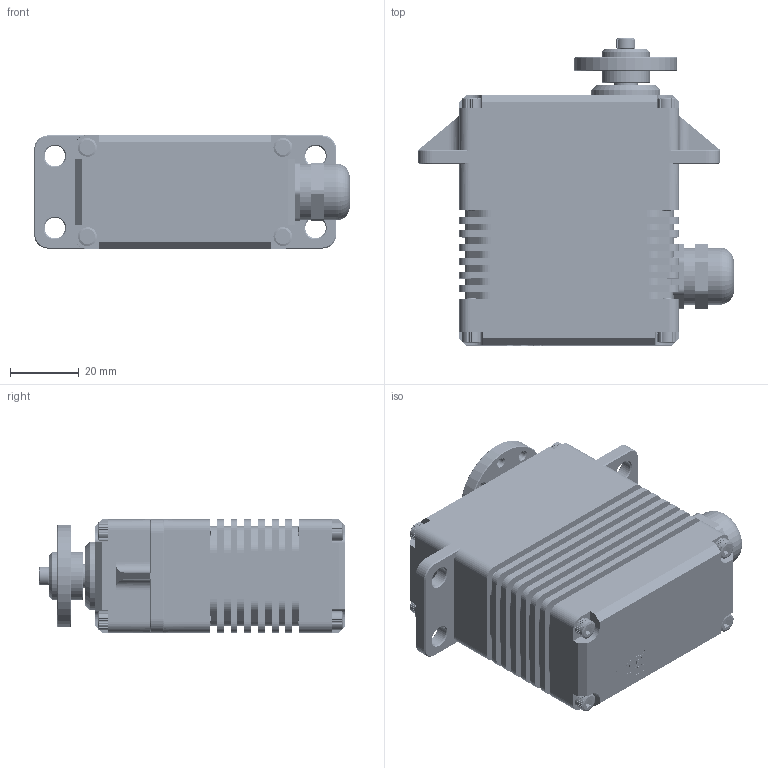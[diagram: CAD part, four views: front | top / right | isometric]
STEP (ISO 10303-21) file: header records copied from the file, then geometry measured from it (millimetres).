
FILE_DESCRIPTION((''),'2;1');
FILE_NAME('HS-1100WP_JSY_ASM','2017-09-29T',('jaejin_'),(''),'CREO PARAMETRIC BY PTC INC, 2014440','CREO PARAMETRIC BY PTC INC, 2014440','');
FILE_SCHEMA(('CONFIG_CONTROL_DESIGN'));
Products named in the file (20): 120101010110_AL6061_1100T_A_281; 120101030099_AL6061_1100L_199; 12XXX_S45C_HS1000SG4WP_RC_20; 12XXX_1100SG4_RC_ASM_16_ASM; 12XXX__I-MO_SCREW_TYPE_8; 120204000002_SW_5_9X3_1_18; HSH_M3XL30_SUS_120201000141_13; 120201000070_SUS_HSH_M3XL10_8; 120201000128_SCM435_HSH_M3XL10_; 22XXX_HS-1100WP-RC_ASM_740_ASM; 120101020079_AL6063_1100HT_B; CABLE; DAPG9ML_BUSH; DAPG9ML_PIPE; DAPG9ML_HOUSING; DAPG9ML_CAP_NUT; DAPG9ML_O_RING; DAPG9ML_NUT; JSY_CONNECTOR_ASM; HS-1100WP_JSY_ASM
Assembly tree (33 placements, depth 4):
  HS-1100WP_JSY_ASM
    22XXX_HS-1100WP-RC_ASM_740_ASM
      120101010110_AL6061_1100T_A_281
      120101030099_AL6061_1100L_199
      12XXX_1100SG4_RC_ASM_16_ASM
        12XXX_S45C_HS1000SG4WP_RC_20
      12XXX__I-MO_SCREW_TYPE_8
      120204000002_SW_5_9X3_1_18  x9
      HSH_M3XL30_SUS_120201000141_13  x4
      120201000070_SUS_HSH_M3XL10_8  x4
      120201000128_SCM435_HSH_M3XL10_
    120101020079_AL6063_1100HT_B
    JSY_CONNECTOR_ASM
      CABLE
      DAPG9ML_BUSH
      DAPG9ML_PIPE
      DAPG9ML_HOUSING
      DAPG9ML_CAP_NUT
      DAPG9ML_O_RING
      DAPG9ML_NUT
Bounding box: 92 x 89.5 x 33 mm (x, y, z)
Volume: 158009.5 mm3; surface area: 50160 mm2
Topology: 30 solids, 34 shells, 2957 faces, 8377 edges, 5530 vertices
Faces by surface type: cylinder 1274, plane 1259, bspline 227, cone 181, extrusion 8, torus 8
Entity records: 90517 total; most frequent: CARTESIAN_POINT 34864, ORIENTED_EDGE 9396, DIRECTION 8101, EDGE_CURVE 4698, PRESENTATION_STYLE_ASSIGNMENT 3701, STYLED_ITEM 3568, CURVE_STYLE 3404, VERTEX_POINT 3087
